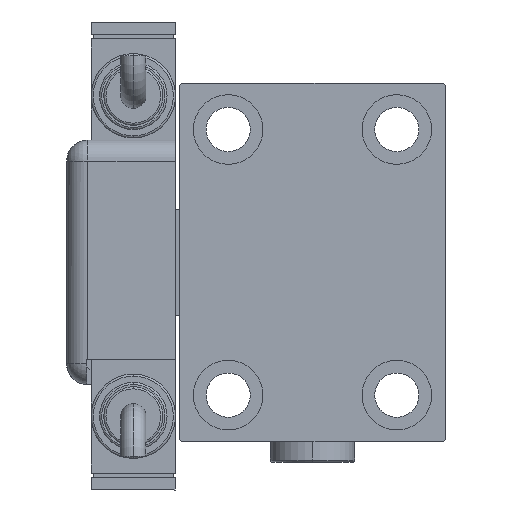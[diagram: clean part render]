
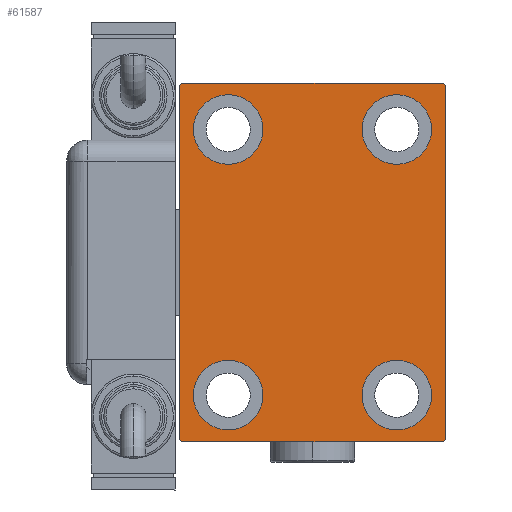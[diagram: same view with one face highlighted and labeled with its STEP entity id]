
A CAD part, left-side view. The second image highlights one B-rep face of the part: STEP entity #61587.
In plain terms, the highlighted face is planar.
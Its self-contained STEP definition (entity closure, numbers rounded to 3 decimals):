
#745 = VERTEX_POINT ( 'NONE', #57519 ) ;
#827 = EDGE_LOOP ( 'NONE', ( #58620, #30768, #6149, #57731, #42208, #4768, #43070, #45996 ) ) ;
#897 = VERTEX_POINT ( 'NONE', #53482 ) ;
#1570 = EDGE_LOOP ( 'NONE', ( #16227, #47758 ) ) ;
#1907 = EDGE_CURVE ( 'NONE', #45030, #51786, #22085, .T. ) ;
#2284 = VECTOR ( 'NONE', #23978, 1000. ) ;
#2552 = LINE ( 'NONE', #31511, #46175 ) ;
#3015 = AXIS2_PLACEMENT_3D ( 'NONE', #38684, #37460, #14997 ) ;
#3127 = ORIENTED_EDGE ( 'NONE', *, *, #19668, .T. ) ;
#4023 = EDGE_LOOP ( 'NONE', ( #3127, #6139 ) ) ;
#4528 = DIRECTION ( 'NONE',  ( 0., 0., -1. ) ) ;
#4768 = ORIENTED_EDGE ( 'NONE', *, *, #16570, .T. ) ;
#4900 = DIRECTION ( 'NONE',  ( 0., 0.707, 0.707 ) ) ;
#5316 = DIRECTION ( 'NONE',  ( -1., 0., 0. ) ) ;
#5837 = CARTESIAN_POINT ( 'NONE',  ( 143., -20., 39.75 ) ) ;
#5911 = CARTESIAN_POINT ( 'NONE',  ( 143., 31.5, -42.5 ) ) ;
#6139 = ORIENTED_EDGE ( 'NONE', *, *, #61155, .T. ) ;
#6149 = ORIENTED_EDGE ( 'NONE', *, *, #57066, .T. ) ;
#6375 = VERTEX_POINT ( 'NONE', #50022 ) ;
#6759 = ORIENTED_EDGE ( 'NONE', *, *, #32411, .T. ) ;
#7651 = ORIENTED_EDGE ( 'NONE', *, *, #56853, .T. ) ;
#7676 = EDGE_CURVE ( 'NONE', #8189, #897, #55309, .T. ) ;
#8188 = AXIS2_PLACEMENT_3D ( 'NONE', #33657, #5316, #49818 ) ;
#8189 = VERTEX_POINT ( 'NONE', #10883 ) ;
#8364 = CIRCLE ( 'NONE', #42200, 8.25 ) ;
#8592 = CARTESIAN_POINT ( 'NONE',  ( 143., -36.75, 36.75 ) ) ;
#8870 = DIRECTION ( 'NONE',  ( -1., 0., 0. ) ) ;
#8897 = DIRECTION ( 'NONE',  ( 1., 0., 0. ) ) ;
#10221 = VERTEX_POINT ( 'NONE', #43389 ) ;
#10647 = EDGE_CURVE ( 'NONE', #15585, #6375, #8364, .T. ) ;
#10883 = CARTESIAN_POINT ( 'NONE',  ( 143., -31., 42.5 ) ) ;
#11589 = VECTOR ( 'NONE', #42888, 1000. ) ;
#13824 = DIRECTION ( 'NONE',  ( -1., 0., 0. ) ) ;
#14221 = VERTEX_POINT ( 'NONE', #29709 ) ;
#14449 = DIRECTION ( 'NONE',  ( 0., 0., 1. ) ) ;
#14849 = LINE ( 'NONE', #37928, #41429 ) ;
#14997 = DIRECTION ( 'NONE',  ( 0., 0., 1. ) ) ;
#15040 = VERTEX_POINT ( 'NONE', #43039 ) ;
#15064 = VERTEX_POINT ( 'NONE', #19353 ) ;
#15241 = VECTOR ( 'NONE', #36416, 1000. ) ;
#15259 = DIRECTION ( 'NONE',  ( -1., 0., 0. ) ) ;
#15356 = DIRECTION ( 'NONE',  ( 0., 0., 1. ) ) ;
#15585 = VERTEX_POINT ( 'NONE', #30786 ) ;
#16227 = ORIENTED_EDGE ( 'NONE', *, *, #1907, .T. ) ;
#16570 = EDGE_CURVE ( 'NONE', #15064, #43223, #14849, .T. ) ;
#16989 = EDGE_CURVE ( 'NONE', #51786, #45030, #41471, .T. ) ;
#17316 = DIRECTION ( 'NONE',  ( 0., -1., 0. ) ) ;
#18516 = AXIS2_PLACEMENT_3D ( 'NONE', #60327, #40750, #22639 ) ;
#18518 = AXIS2_PLACEMENT_3D ( 'NONE', #52133, #8870, #14449 ) ;
#18840 = DIRECTION ( 'NONE',  ( 0., 0., 1. ) ) ;
#19013 = VECTOR ( 'NONE', #17316, 1000. ) ;
#19353 = CARTESIAN_POINT ( 'NONE',  ( 143., 31., -42.5 ) ) ;
#19668 = EDGE_CURVE ( 'NONE', #10221, #25315, #61274, .T. ) ;
#20969 = AXIS2_PLACEMENT_3D ( 'NONE', #46283, #8897, #4528 ) ;
#21074 = LINE ( 'NONE', #31362, #19013 ) ;
#21154 = EDGE_CURVE ( 'NONE', #14221, #55648, #33510, .T. ) ;
#22085 = CIRCLE ( 'NONE', #8188, 8.25 ) ;
#22639 = DIRECTION ( 'NONE',  ( 0., 0., 1. ) ) ;
#22888 = FACE_BOUND ( 'NONE', #31916, .T. ) ;
#23864 = CARTESIAN_POINT ( 'NONE',  ( 143., -31.5, 42.5 ) ) ;
#23978 = DIRECTION ( 'NONE',  ( 0., 0., 1. ) ) ;
#25315 = VERTEX_POINT ( 'NONE', #27128 ) ;
#25335 = CARTESIAN_POINT ( 'NONE',  ( 143., 31.5, -42. ) ) ;
#26504 = AXIS2_PLACEMENT_3D ( 'NONE', #39662, #58012, #15356 ) ;
#27044 = LINE ( 'NONE', #55700, #15241 ) ;
#27128 = CARTESIAN_POINT ( 'NONE',  ( 143., -20., -23.25 ) ) ;
#27248 = FACE_OUTER_BOUND ( 'NONE', #827, .T. ) ;
#28098 = EDGE_CURVE ( 'NONE', #15040, #8189, #21074, .T. ) ;
#28603 = EDGE_CURVE ( 'NONE', #48241, #42432, #41741, .T. ) ;
#29709 = CARTESIAN_POINT ( 'NONE',  ( 143., 20., 23.25 ) ) ;
#30768 = ORIENTED_EDGE ( 'NONE', *, *, #7676, .T. ) ;
#30786 = CARTESIAN_POINT ( 'NONE',  ( 143., 20., -39.75 ) ) ;
#31130 = CARTESIAN_POINT ( 'NONE',  ( 143., -20., 23.25 ) ) ;
#31362 = CARTESIAN_POINT ( 'NONE',  ( 143., 31.5, 42.5 ) ) ;
#31511 = CARTESIAN_POINT ( 'NONE',  ( 143., -31.5, -42.5 ) ) ;
#31916 = EDGE_LOOP ( 'NONE', ( #52947, #6759 ) ) ;
#32191 = CARTESIAN_POINT ( 'NONE',  ( 143., -31., -42.5 ) ) ;
#32259 = PLANE ( 'NONE',  #20969 ) ;
#32411 = EDGE_CURVE ( 'NONE', #6375, #15585, #55500, .T. ) ;
#33371 = EDGE_LOOP ( 'NONE', ( #54784, #7651 ) ) ;
#33510 = CIRCLE ( 'NONE', #26504, 8.25 ) ;
#33657 = CARTESIAN_POINT ( 'NONE',  ( 143., -20., 31.5 ) ) ;
#34447 = CIRCLE ( 'NONE', #18516, 8.25 ) ;
#36323 = DIRECTION ( 'NONE',  ( 0., -0.707, -0.707 ) ) ;
#36416 = DIRECTION ( 'NONE',  ( 0., -0.707, 0.707 ) ) ;
#37460 = DIRECTION ( 'NONE',  ( -1., 0., 0. ) ) ;
#37928 = CARTESIAN_POINT ( 'NONE',  ( 143., 36.75, -36.75 ) ) ;
#38524 = LINE ( 'NONE', #23864, #11589 ) ;
#38684 = CARTESIAN_POINT ( 'NONE',  ( 143., -20., -31.5 ) ) ;
#39662 = CARTESIAN_POINT ( 'NONE',  ( 143., 20., 31.5 ) ) ;
#40750 = DIRECTION ( 'NONE',  ( -1., 0., 0. ) ) ;
#40910 = VECTOR ( 'NONE', #47871, 1000. ) ;
#40992 = FACE_BOUND ( 'NONE', #1570, .T. ) ;
#41429 = VECTOR ( 'NONE', #4900, 1000. ) ;
#41471 = CIRCLE ( 'NONE', #49432, 8.25 ) ;
#41741 = LINE ( 'NONE', #56887, #40910 ) ;
#42200 = AXIS2_PLACEMENT_3D ( 'NONE', #58836, #15259, #48907 ) ;
#42208 = ORIENTED_EDGE ( 'NONE', *, *, #55252, .T. ) ;
#42432 = VERTEX_POINT ( 'NONE', #32191 ) ;
#42888 = DIRECTION ( 'NONE',  ( 0., 0., -1. ) ) ;
#43039 = CARTESIAN_POINT ( 'NONE',  ( 143., 31., 42.5 ) ) ;
#43070 = ORIENTED_EDGE ( 'NONE', *, *, #48573, .T. ) ;
#43223 = VERTEX_POINT ( 'NONE', #25335 ) ;
#43389 = CARTESIAN_POINT ( 'NONE',  ( 143., -20., -39.75 ) ) ;
#45030 = VERTEX_POINT ( 'NONE', #31130 ) ;
#45996 = ORIENTED_EDGE ( 'NONE', *, *, #52422, .T. ) ;
#46175 = VECTOR ( 'NONE', #59208, 1000. ) ;
#46283 = CARTESIAN_POINT ( 'NONE',  ( 143., 0., 0. ) ) ;
#47758 = ORIENTED_EDGE ( 'NONE', *, *, #16989, .T. ) ;
#47811 = CARTESIAN_POINT ( 'NONE',  ( 143., -20., 31.5 ) ) ;
#47871 = DIRECTION ( 'NONE',  ( 0., 0.707, -0.707 ) ) ;
#47984 = LINE ( 'NONE', #5911, #2284 ) ;
#48241 = VERTEX_POINT ( 'NONE', #51783 ) ;
#48573 = EDGE_CURVE ( 'NONE', #43223, #745, #47984, .T. ) ;
#48907 = DIRECTION ( 'NONE',  ( 0., 0., 1. ) ) ;
#49432 = AXIS2_PLACEMENT_3D ( 'NONE', #47811, #51848, #18840 ) ;
#49510 = CARTESIAN_POINT ( 'NONE',  ( 143., 20., 39.75 ) ) ;
#49818 = DIRECTION ( 'NONE',  ( 0., 0., 1. ) ) ;
#50022 = CARTESIAN_POINT ( 'NONE',  ( 143., 20., -23.25 ) ) ;
#51783 = CARTESIAN_POINT ( 'NONE',  ( 143., -31.5, -42. ) ) ;
#51786 = VERTEX_POINT ( 'NONE', #5837 ) ;
#51848 = DIRECTION ( 'NONE',  ( -1., 0., 0. ) ) ;
#52125 = DIRECTION ( 'NONE',  ( 0., 0., 1. ) ) ;
#52133 = CARTESIAN_POINT ( 'NONE',  ( 143., -20., -31.5 ) ) ;
#52422 = EDGE_CURVE ( 'NONE', #745, #15040, #27044, .T. ) ;
#52947 = ORIENTED_EDGE ( 'NONE', *, *, #10647, .T. ) ;
#53482 = CARTESIAN_POINT ( 'NONE',  ( 143., -31.5, 42. ) ) ;
#53507 = AXIS2_PLACEMENT_3D ( 'NONE', #56482, #13824, #52125 ) ;
#54784 = ORIENTED_EDGE ( 'NONE', *, *, #21154, .T. ) ;
#55252 = EDGE_CURVE ( 'NONE', #42432, #15064, #2552, .T. ) ;
#55306 = FACE_BOUND ( 'NONE', #4023, .T. ) ;
#55309 = LINE ( 'NONE', #8592, #59958 ) ;
#55500 = CIRCLE ( 'NONE', #53507, 8.25 ) ;
#55648 = VERTEX_POINT ( 'NONE', #49510 ) ;
#55700 = CARTESIAN_POINT ( 'NONE',  ( 143., 36.75, 36.75 ) ) ;
#56482 = CARTESIAN_POINT ( 'NONE',  ( 143., 20., -31.5 ) ) ;
#56853 = EDGE_CURVE ( 'NONE', #55648, #14221, #34447, .T. ) ;
#56887 = CARTESIAN_POINT ( 'NONE',  ( 143., -36.75, -36.75 ) ) ;
#57066 = EDGE_CURVE ( 'NONE', #897, #48241, #38524, .T. ) ;
#57519 = CARTESIAN_POINT ( 'NONE',  ( 143., 31.5, 42. ) ) ;
#57675 = CIRCLE ( 'NONE', #3015, 8.25 ) ;
#57731 = ORIENTED_EDGE ( 'NONE', *, *, #28603, .T. ) ;
#58012 = DIRECTION ( 'NONE',  ( -1., 0., 0. ) ) ;
#58620 = ORIENTED_EDGE ( 'NONE', *, *, #28098, .T. ) ;
#58836 = CARTESIAN_POINT ( 'NONE',  ( 143., 20., -31.5 ) ) ;
#59208 = DIRECTION ( 'NONE',  ( 0., 1., 0. ) ) ;
#59958 = VECTOR ( 'NONE', #36323, 1000. ) ;
#60327 = CARTESIAN_POINT ( 'NONE',  ( 143., 20., 31.5 ) ) ;
#60883 = FACE_BOUND ( 'NONE', #33371, .T. ) ;
#61155 = EDGE_CURVE ( 'NONE', #25315, #10221, #57675, .T. ) ;
#61274 = CIRCLE ( 'NONE', #18518, 8.25 ) ;
#61587 = ADVANCED_FACE ( 'NONE', ( #55306, #40992, #60883, #22888, #27248 ), #32259, .T. ) ;
